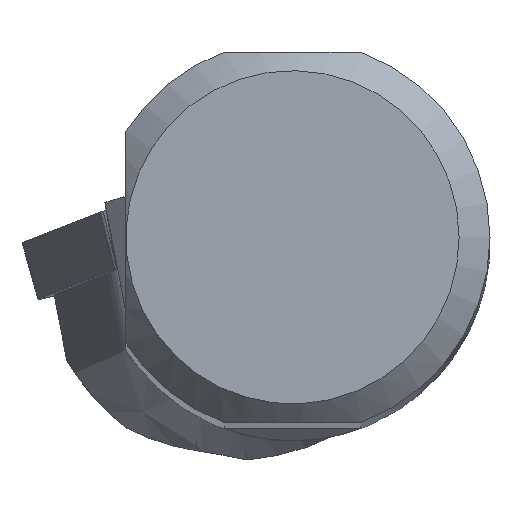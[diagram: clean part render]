
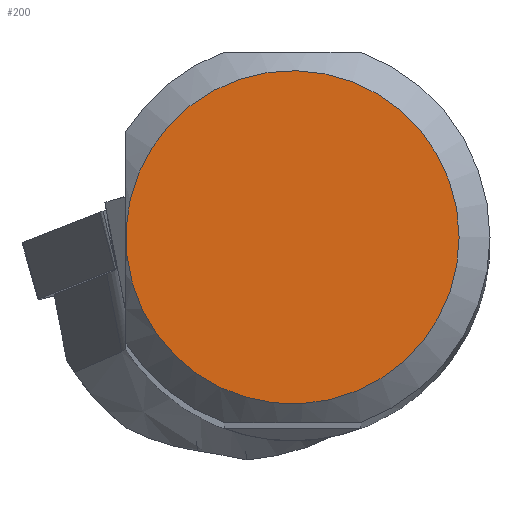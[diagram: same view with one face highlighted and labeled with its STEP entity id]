
A CAD part, top view. The second image highlights one B-rep face of the part: STEP entity #200.
In plain terms, the highlighted planar face has unit normal (0, 0, 1).
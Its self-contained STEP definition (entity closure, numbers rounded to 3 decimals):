
#157=FACE_OUTER_BOUND('',#394,.T.);
#200=ADVANCED_FACE('CU_SU_BP3',(#157),#234,.T.);
#234=PLANE('',#1017);
#394=EDGE_LOOP('',(#553));
#553=ORIENTED_EDGE('',*,*,#818,.T.);
#720=VERTEX_POINT('',#1667);
#818=EDGE_CURVE('',#720,#720,#864,.T.);
#864=CIRCLE('',#1016,13.489);
#1016=AXIS2_PLACEMENT_3D('',#1666,#1227,#1228);
#1017=AXIS2_PLACEMENT_3D('',#1668,#1229,#1230);
#1227=DIRECTION('',(0.,0.,1.));
#1228=DIRECTION('',(1.,0.,0.));
#1229=DIRECTION('',(0.,0.,1.));
#1230=DIRECTION('',(1.,0.,0.));
#1666=CARTESIAN_POINT('',(0.,0.,0.));
#1667=CARTESIAN_POINT('',(13.489,0.,0.));
#1668=CARTESIAN_POINT('',(0.,0.,
0.));
